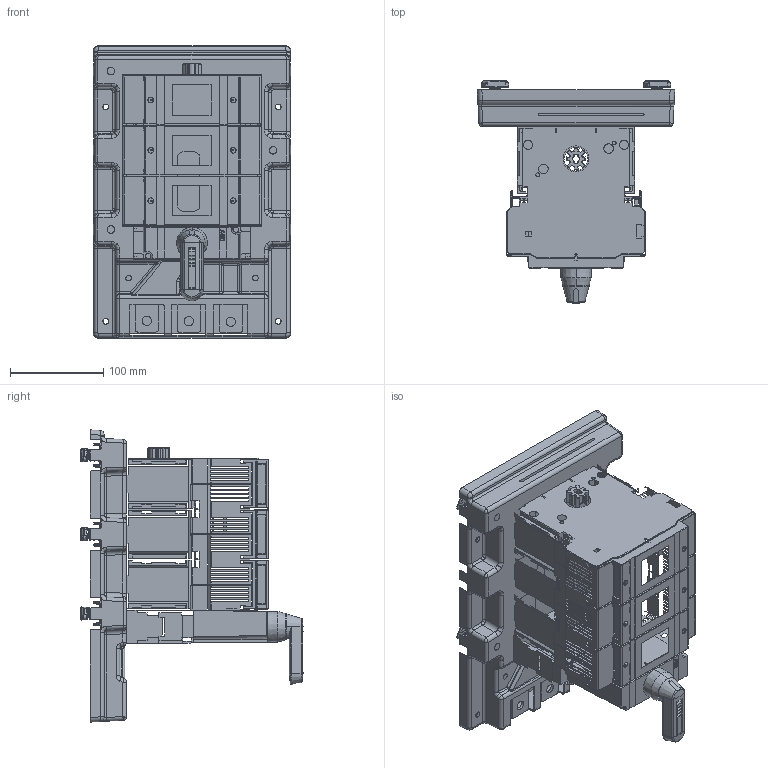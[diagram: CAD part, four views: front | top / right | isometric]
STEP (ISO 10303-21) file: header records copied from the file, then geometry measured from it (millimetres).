
FILE_DESCRIPTION (( 'STEP AP203' ), '1' );
FILE_NAME ('6305,0231,12_Dummy_Surface.STEP', '2017-03-15T09:02:59', ( 'Petter' ), ( '' ), 'SwSTEP 2.0', 'SolidWorks 2013', '' );
FILE_SCHEMA (( 'CONFIG_CONTROL_DESIGN' ));
Products named in the file (1): 6305,0231,12_Dummy_Surface
Bounding box: 212 x 238.5 x 313.5 mm (x, y, z)
Surface area: 327399 mm2 (no closed solid volume)
Topology: 0 solids, 191 shells, 938 faces, 5035 edges, 4199 vertices
Faces by surface type: cylinder 374, plane 338, bspline 152, cone 39, sphere 20, torus 15
Entity records: 70820 total; most frequent: CARTESIAN_POINT 36191, ORIENTED_EDGE 6458, DIRECTION 5601, EDGE_CURVE 5007, VERTEX_POINT 4200, VECTOR 2969, LINE 2969, B_SPLINE_CURVE_WITH_KNOTS 1479
